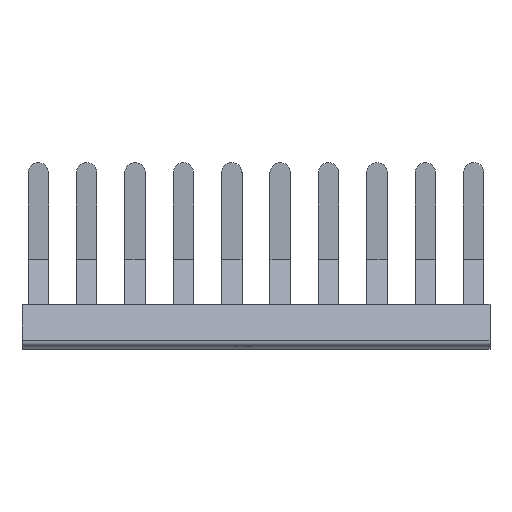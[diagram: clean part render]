
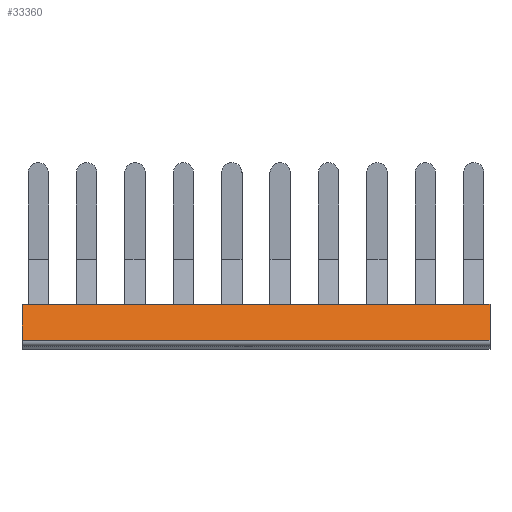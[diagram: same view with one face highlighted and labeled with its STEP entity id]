
A CAD part, top view. The second image highlights one B-rep face of the part: STEP entity #33360.
In plain terms, the highlighted face is planar.
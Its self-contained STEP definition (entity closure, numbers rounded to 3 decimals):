
#290=CARTESIAN_POINT('',(1.525,3.75,2.85));
#300=VERTEX_POINT('',#290);
#330=CARTESIAN_POINT('',(1.525,-170.9,
2.85));
#340=DIRECTION('',(0.,-1.,0.));
#350=VECTOR('',#340,1.);
#360=LINE('',#330,#350);
#370=CARTESIAN_POINT('',(1.525,-0.25,2.85));
#380=VERTEX_POINT('',#370);
#390=EDGE_CURVE('',#300,#380,#360,.T.);
#760=CARTESIAN_POINT('',(1.525,-0.25,-47.45));
#770=VERTEX_POINT('',#760);
#820=CARTESIAN_POINT('',(1.525,-170.9,
-47.45));
#830=DIRECTION('',(0.,1.,0.));
#840=VECTOR('',#830,1.);
#850=LINE('',#820,#840);
#860=CARTESIAN_POINT('',(1.525,3.75,-47.45));
#870=VERTEX_POINT('',#860);
#880=EDGE_CURVE('',#770,#870,#850,.T.);
#5220=CARTESIAN_POINT('',(1.525,3.75,-54.967));
#5230=DIRECTION('',(0.,0.,-1.));
#5240=VECTOR('',#5230,1.);
#5250=LINE('',#5220,#5240);
#5260=EDGE_CURVE('',#300,#870,#5250,.T.);
#33200=CARTESIAN_POINT('',(1.525,2.267,
-25.23));
#33210=DIRECTION('',(1.,0.,0.));
#33220=DIRECTION('',(0.,0.,-1.));
#33230=AXIS2_PLACEMENT_3D('',#33200,#33210,#33220);
#33240=PLANE('',#33230);
#33250=ORIENTED_EDGE('',*,*,#390,.T.);
#33260=ORIENTED_EDGE('',*,*,#5260,.F.);
#33270=ORIENTED_EDGE('',*,*,#880,.T.);
#33280=CARTESIAN_POINT('',(1.525,-0.25,-34.167));
#33290=DIRECTION('',(0.,0.,-1.));
#33300=VECTOR('',#33290,1.);
#33310=LINE('',#33280,#33300);
#33320=EDGE_CURVE('',#380,#770,#33310,.T.);
#33330=ORIENTED_EDGE('',*,*,#33320,.T.);
#33340=EDGE_LOOP('',(#33330,#33270,#33260,#33250));
#33350=FACE_OUTER_BOUND('',#33340,.T.);
#33360=ADVANCED_FACE('',(#33350),#33240,.T.);
